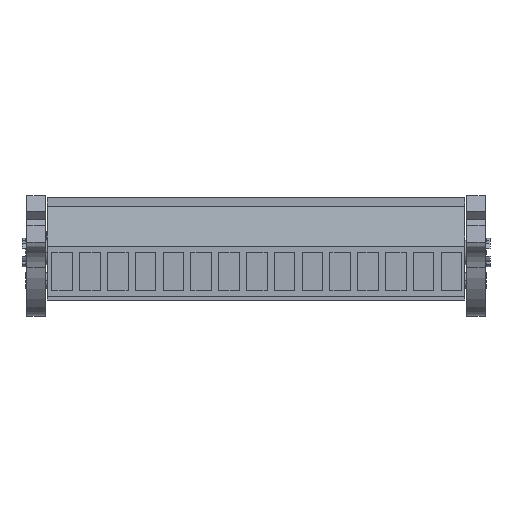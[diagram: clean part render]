
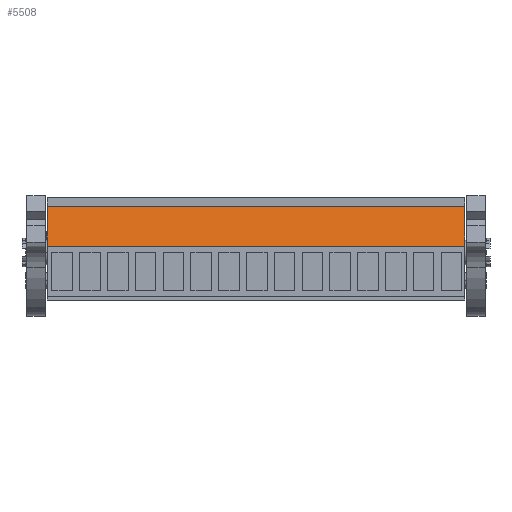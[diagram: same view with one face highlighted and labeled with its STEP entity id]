
A CAD part, top view. The second image highlights one B-rep face of the part: STEP entity #5508.
In plain terms, the highlighted planar face has unit normal (0, 0.205, 0.979).
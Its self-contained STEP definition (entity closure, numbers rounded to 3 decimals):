
#5488=AXIS2_PLACEMENT_3D('Plane Axis2P3D',#5485,#5486,#5487) ;
#112=CARTESIAN_POINT('Vertex',(3.2,8.802,18.1)) ;
#115=CARTESIAN_POINT('Line Origine',(3.2,11.31,17.575)) ;
#119=CARTESIAN_POINT('Vertex',(3.2,13.818,17.05)) ;
#5470=CARTESIAN_POINT('Vertex',(55.7,8.802,18.1)) ;
#5473=CARTESIAN_POINT('Line Origine',(29.45,8.802,18.1)) ;
#5485=CARTESIAN_POINT('Axis2P3D Location',(41.7,8.802,18.1)) ;
#5490=CARTESIAN_POINT('Line Origine',(55.7,11.31,17.575)) ;
#5494=CARTESIAN_POINT('Vertex',(55.7,13.818,17.05)) ;
#5497=CARTESIAN_POINT('Line Origine',(29.45,13.818,17.05)) ;
#116=DIRECTION('Vector Direction',(0.,0.979,-0.205)) ;
#5474=DIRECTION('Vector Direction',(1.,0.,0.)) ;
#5486=DIRECTION('Axis2P3D Direction',(0.,-0.205,-0.979)) ;
#5487=DIRECTION('Axis2P3D XDirection',(0.,0.979,-0.205)) ;
#5491=DIRECTION('Vector Direction',(0.,0.979,-0.205)) ;
#5498=DIRECTION('Vector Direction',(1.,0.,0.)) ;
#117=VECTOR('Line Direction',#116,1.) ;
#5475=VECTOR('Line Direction',#5474,1.) ;
#5492=VECTOR('Line Direction',#5491,1.) ;
#5499=VECTOR('Line Direction',#5498,1.) ;
#5503=ORIENTED_EDGE('',*,*,#121,.F.) ;
#5504=ORIENTED_EDGE('',*,*,#5477,.T.) ;
#5505=ORIENTED_EDGE('',*,*,#5496,.T.) ;
#5506=ORIENTED_EDGE('',*,*,#5501,.F.) ;
#5508=ADVANCED_FACE('HOUSING',(#5507),#5489,.F.) ;
#121=EDGE_CURVE('',#113,#120,#118,.T.) ;
#5477=EDGE_CURVE('',#113,#5471,#5476,.T.) ;
#5496=EDGE_CURVE('',#5471,#5495,#5493,.T.) ;
#5501=EDGE_CURVE('',#120,#5495,#5500,.T.) ;
#5502=EDGE_LOOP('',(#5503,#5504,#5505,#5506)) ;
#5507=FACE_OUTER_BOUND('',#5502,.T.) ;
#118=LINE('Line',#115,#117) ;
#5476=LINE('Line',#5473,#5475) ;
#5493=LINE('Line',#5490,#5492) ;
#5500=LINE('Line',#5497,#5499) ;
#5489=PLANE('',#5488) ;
#113=VERTEX_POINT('',#112) ;
#120=VERTEX_POINT('',#119) ;
#5471=VERTEX_POINT('',#5470) ;
#5495=VERTEX_POINT('',#5494) ;
